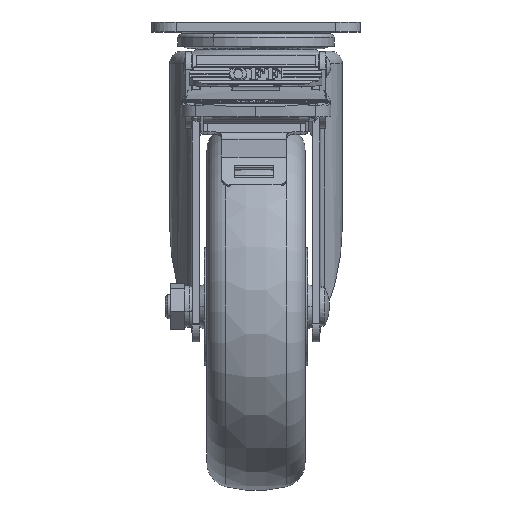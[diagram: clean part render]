
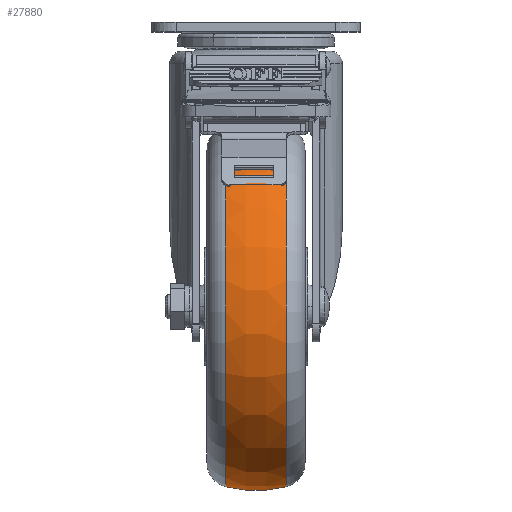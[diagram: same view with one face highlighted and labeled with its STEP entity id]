
A CAD part, top view. The second image highlights one B-rep face of the part: STEP entity #27880.
In plain terms, the highlighted toroidal (fillet/blend) face has major radius 23 mm and minor radius 52 mm.
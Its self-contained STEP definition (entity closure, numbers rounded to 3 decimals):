
#2896 = CARTESIAN_POINT ( 'NONE',  ( 12.381, -172.15, 36.75 ) ) ;
#9957 = CARTESIAN_POINT ( 'NONE',  ( 12.381, -25.219, 41.52 ) ) ;
#10026 = DIRECTION ( 'NONE',  ( -1., 0., 0. ) ) ;
#10524 = VERTEX_POINT ( 'NONE', #9957 ) ;
#11404 = VERTEX_POINT ( 'NONE', #15517 ) ;
#12386 = DIRECTION ( 'NONE',  ( 1., 0., 0. ) ) ;
#14590 = CIRCLE ( 'NONE', #60319, 73.505 ) ;
#15517 = CARTESIAN_POINT ( 'NONE',  ( -12.381, -25.219, 41.52 ) ) ;
#15700 = ORIENTED_EDGE ( 'NONE', *, *, #20787, .F. ) ;
#16479 = CARTESIAN_POINT ( 'NONE',  ( 0., -121.672, 38.389 ) ) ;
#16844 = CARTESIAN_POINT ( 'NONE',  ( 0., -98.684, 39.135 ) ) ;
#17024 = CARTESIAN_POINT ( 'NONE',  ( -12.381, -172.15, 36.75 ) ) ;
#17599 = CIRCLE ( 'NONE', #30646, 52. ) ;
#18205 = CARTESIAN_POINT ( 'NONE',  ( 0., -75.697, 39.881 ) ) ;
#18815 = CARTESIAN_POINT ( 'NONE',  ( 12.381, -98.684, 39.135 ) ) ;
#20787 = EDGE_CURVE ( 'NONE', #69439, #26963, #17599, .T. ) ;
#21344 = ORIENTED_EDGE ( 'NONE', *, *, #82966, .T. ) ;
#23547 = DIRECTION ( 'NONE',  ( 0., 0.999, 0.032 ) ) ;
#25244 = DIRECTION ( 'NONE',  ( 0., -0.999, -0.032 ) ) ;
#25841 = DIRECTION ( 'NONE',  ( 0., -0.999, -0.032 ) ) ;
#26963 = VERTEX_POINT ( 'NONE', #17024 ) ;
#27880 = ADVANCED_FACE ( 'NONE', ( #44560 ), #55449, .T. ) ;
#30646 = AXIS2_PLACEMENT_3D ( 'NONE', #16479, #65433, #23547 ) ;
#42340 = CIRCLE ( 'NONE', #54527, 52. ) ;
#44560 = FACE_OUTER_BOUND ( 'NONE', #55011, .T. ) ;
#47308 = EDGE_CURVE ( 'NONE', #69439, #10524, #82846, .T. ) ;
#54368 = CARTESIAN_POINT ( 'NONE',  ( -12.381, -98.684, 39.135 ) ) ;
#54527 = AXIS2_PLACEMENT_3D ( 'NONE', #18205, #67134, #25244 ) ;
#55011 = EDGE_LOOP ( 'NONE', ( #55874, #63834, #21344, #15700 ) ) ;
#55449 = TOROIDAL_SURFACE ( 'NONE', #85123, 23., 52. ) ;
#55874 = ORIENTED_EDGE ( 'NONE', *, *, #47308, .T. ) ;
#60319 = AXIS2_PLACEMENT_3D ( 'NONE', #54368, #12386, #61422 ) ;
#61422 = DIRECTION ( 'NONE',  ( 0., 0.999, 0.032 ) ) ;
#63834 = ORIENTED_EDGE ( 'NONE', *, *, #67616, .T. ) ;
#65433 = DIRECTION ( 'NONE',  ( 0., 0.032, -0.999 ) ) ;
#67134 = DIRECTION ( 'NONE',  ( 0., -0.032, 0.999 ) ) ;
#67616 = EDGE_CURVE ( 'NONE', #10524, #11404, #42340, .T. ) ;
#67728 = DIRECTION ( 'NONE',  ( -1., 0., 0. ) ) ;
#69439 = VERTEX_POINT ( 'NONE', #2896 ) ;
#73108 = DIRECTION ( 'NONE',  ( 0., -0.999, -0.032 ) ) ;
#82846 = CIRCLE ( 'NONE', #86834, 73.505 ) ;
#82966 = EDGE_CURVE ( 'NONE', #11404, #26963, #14590, .T. ) ;
#85123 = AXIS2_PLACEMENT_3D ( 'NONE', #16844, #10026, #73108 ) ;
#86834 = AXIS2_PLACEMENT_3D ( 'NONE', #18815, #67728, #25841 ) ;
